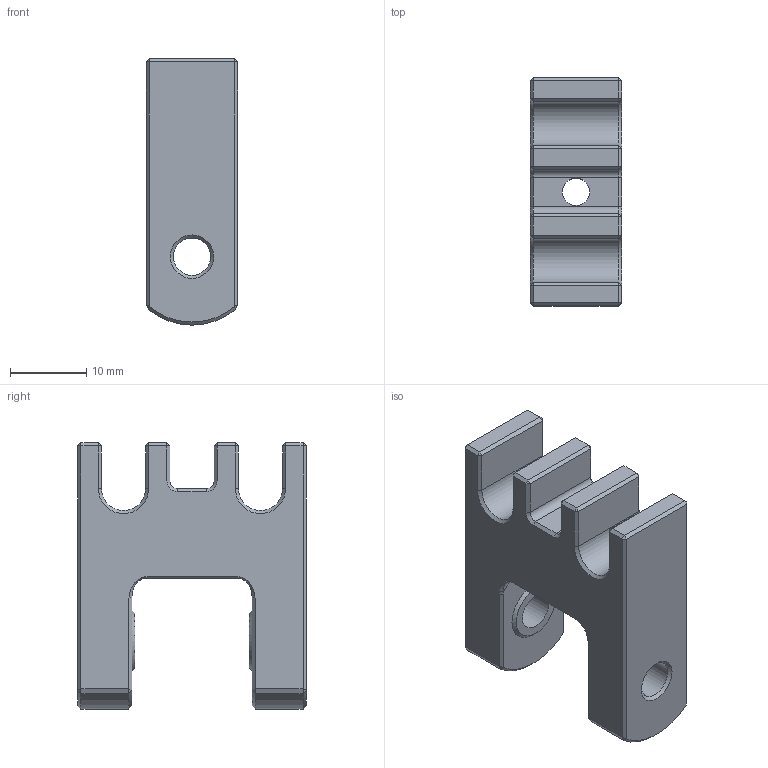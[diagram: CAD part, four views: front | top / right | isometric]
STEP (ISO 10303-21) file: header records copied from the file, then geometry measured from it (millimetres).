
FILE_DESCRIPTION(/* description */ (''),/* implementation_level */ '2;1');
FILE_NAME(/* name */ '[a]_z-top_tensioner_9mm_x4.step',/* time_stamp */ '2024-09-22T16:23:09+02:00',/* author */ (''),/* organization */ (''),/* preprocessor_version */ 'ST-DEVELOPER v20',/* originating_system */ 'Autodesk Translation Framework v13.20.0.188',/* authorisation */ '');
FILE_SCHEMA (('AUTOMOTIVE_DESIGN { 1 0 10303 214 3 1 1 }'));
Length unit declared in the file: millimetre
Products named in the file (1): [a]_z-top_tensioner_9mm_x4
Bounding box: 12 x 30 x 35 mm (x, y, z)
Volume: 6930.8 mm3; surface area: 3901.8 mm2
Topology: 1 solids, 1 shells, 130 faces, 277 edges, 152 vertices
Faces by surface type: plane 94, cone 16, cylinder 10, bspline 8, torus 2
Full cylindrical faces by diameter (mm): 3.6 x1, 4.9 x2
Entity records: 3637 total; most frequent: CARTESIAN_POINT 882, ORIENTED_EDGE 554, DIRECTION 545, EDGE_CURVE 277, LINE 207, VECTOR 207, AXIS2_PLACEMENT_3D 169, VERTEX_POINT 152
